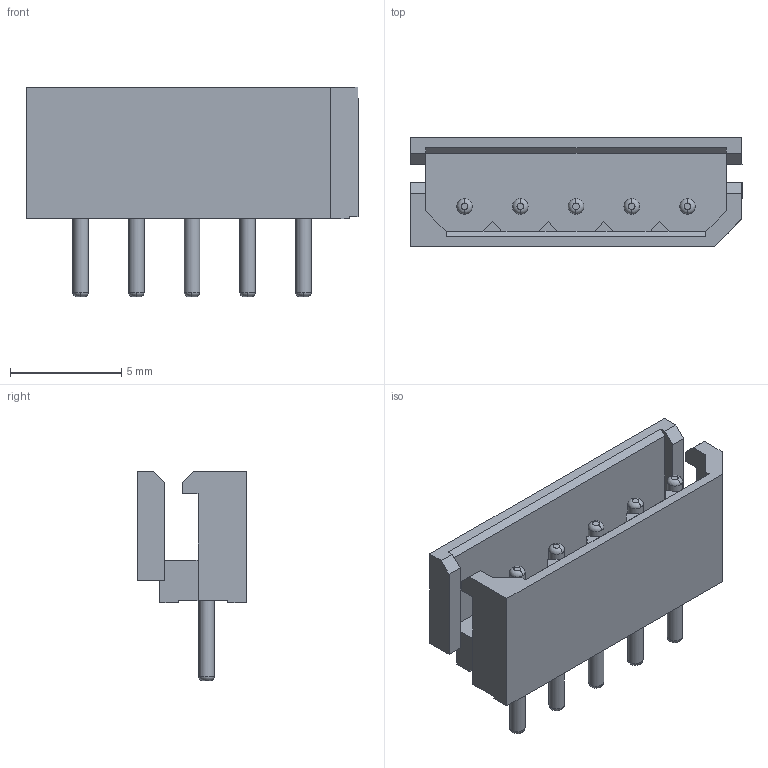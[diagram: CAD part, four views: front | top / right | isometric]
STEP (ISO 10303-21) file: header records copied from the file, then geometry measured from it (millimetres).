
FILE_DESCRIPTION(/* description */ ('STEP AP214'),/* implementation_level */ '2;1');
FILE_NAME(/* name */ '60f5e9ce1c50256bf850abea',/* time_stamp */ '2021-07-19T21:08:32+00:00',/* author */ (''),/* organization */ (''),/* preprocessor_version */ 'ST-DEVELOPER v18.1',/* originating_system */ ' ',/* authorisation */ ' ');
FILE_SCHEMA (('AUTOMOTIVE_DESIGN {1 0 10303 214 3 1 1}'));
Length unit declared in the file: metre
Products named in the file (6): BASE; PIN 5; PIN 4; PIN 3; PIN 2; PIN 1
Bounding box: 14.9 x 4.9 x 9.4 mm (x, y, z)
Volume: 226.1 mm3; surface area: 612 mm2
Topology: 6 solids, 6 shells, 99 faces, 242 edges, 155 vertices
Faces by surface type: plane 69, torus 20, cylinder 10
Full cylindrical faces by diameter (mm): 0.7 x10
Entity records: 2975 total; most frequent: DIRECTION 507, CARTESIAN_POINT 482, ORIENTED_EDGE 454, EDGE_CURVE 227, AXIS2_PLACEMENT_3D 175, LINE 157, VECTOR 157, VERTEX_POINT 150
